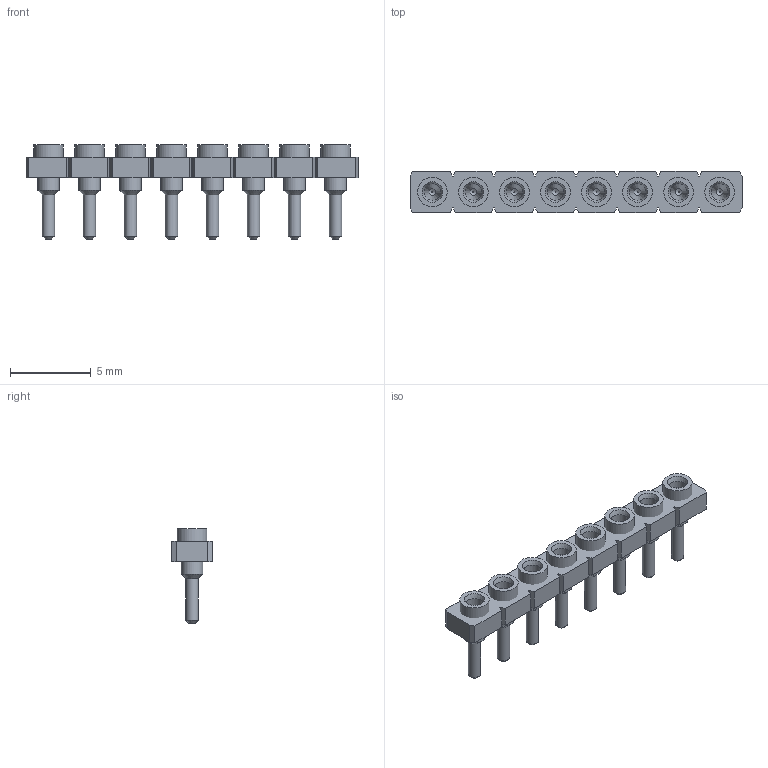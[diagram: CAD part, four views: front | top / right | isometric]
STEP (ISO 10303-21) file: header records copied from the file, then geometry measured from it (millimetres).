
FILE_DESCRIPTION(('STEP AP214'), '1');
FILE_NAME('SL-105-TT-10', '2017-07-15T12:46:22', ('Nobody'), (''), 'ASCON STEP Converter 1.3', 'ASCON Math Kernel', '');
FILE_SCHEMA(('AUTOMOTIVE_DESIGN { 1 0 10303 214 3 1 1}'));
Length unit declared in the file: millimetre
Assembly tree (8 placements, depth 2):
  (unnamed)
    (unnamed)  x8
Bounding box: 20.55 x 2.54 x 5.84 mm (x, y, z)
Volume: 85.6 mm3; surface area: 485 mm2
Topology: 9 solids, 9 shells, 234 faces, 480 edges, 296 vertices
Faces by surface type: plane 100, cylinder 78, cone 56
Full cylindrical faces by diameter (mm): 0.55 x8, 0.76 x8, 1.05 x16, 1.32 x24, 1.83 x8
Entity records: 3855 total; most frequent: DIRECTION 496, CARTESIAN_POINT 493, ORIENTED_EDGE 454, EDGE_CURVE 227, AXIS2_PLACEMENT_3D 166, LINE 164, VECTOR 164, VERTEX_POINT 163
